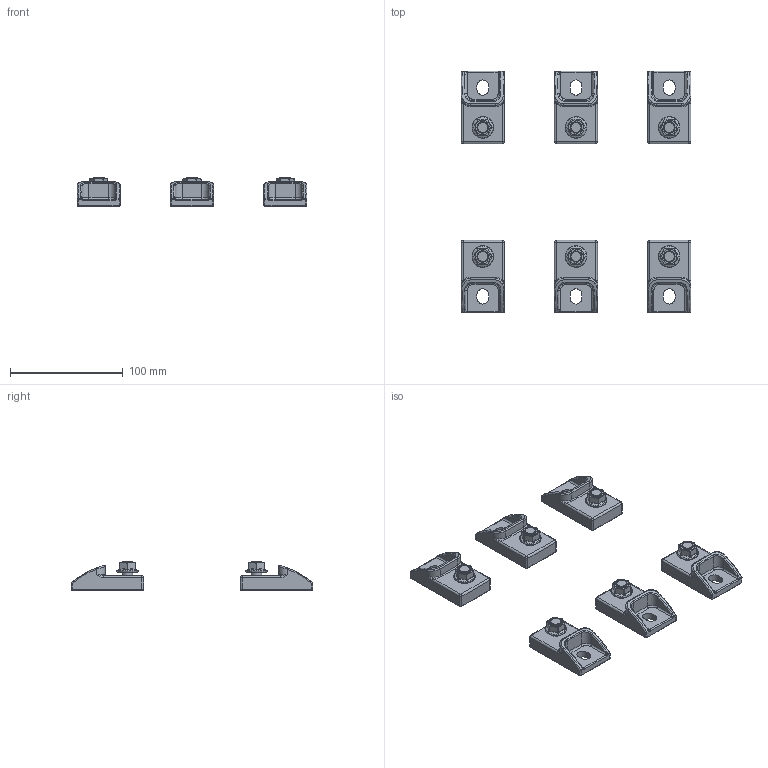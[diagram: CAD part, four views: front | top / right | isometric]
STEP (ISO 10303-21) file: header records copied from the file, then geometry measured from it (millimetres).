
FILE_DESCRIPTION (( 'STEP AP214' ), '1' );
FILE_NAME ('SCE-ELMFK6.STEP', '2021-01-30T16:51:38', ( '' ), ( '' ), 'SwSTEP 2.0', 'SolidWorks 2019', '' );
FILE_SCHEMA (( 'AUTOMOTIVE_DESIGN' ));
Length unit declared in the file: inch
Products named in the file (1): SCE-ELMFK6
Bounding box: 203.2 x 213.74 x 25.5 mm (x, y, z)
Volume: 166745.4 mm3; surface area: 68395 mm2
Topology: 18 solids, 18 shells, 1206 faces, 3006 edges, 1818 vertices
Faces by surface type: plane 492, cylinder 336, bspline 330, torus 24, cone 24
Full cylindrical faces by diameter (mm): 9.322 x6, 9.474 x6, 10.319 x6, 14.288 x6
Entity records: 71679 total; most frequent: CARTESIAN_POINT 30289, ORIENTED_EDGE 5688, DIRECTION 4652, EDGE_CURVE 2844, VERTEX_POINT 1782, AXIS2_PLACEMENT_3D 1657, EDGE_LOOP 1350, LINE 1338
